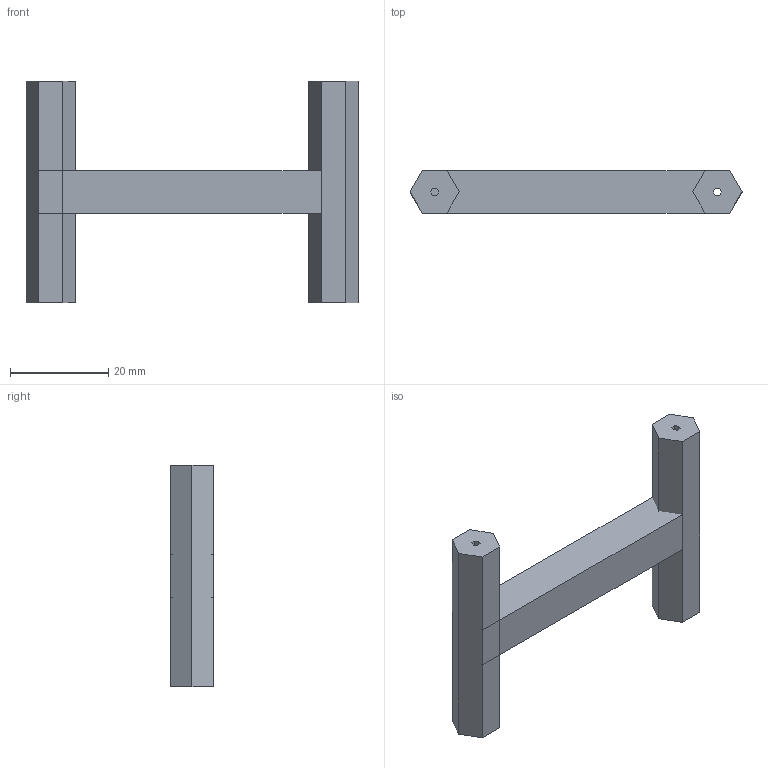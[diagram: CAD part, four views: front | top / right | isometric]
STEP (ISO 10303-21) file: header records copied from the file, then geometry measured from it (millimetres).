
FILE_DESCRIPTION(/* description */ (''),/* implementation_level */ '2;1');
FILE_NAME(/* name */ '653b5b93-6885-4d55-a457-b5806bd759da.zip.stp',/* time_stamp */ '2024-02-04T16:46:24Z',/* author */ (''),/* organization */ (''),/* preprocessor_version */ 'ST-DEVELOPER v20',/* originating_system */ 'Autodesk Translation Framework v12.20.1.177',/* authorisation */ '');
FILE_SCHEMA (('AUTOMOTIVE_DESIGN { 1 0 10303 214 3 1 1 }'));
Length unit declared in the file: millimetre
Products named in the file (4): Suportes_laser; difference; difference001; cube
Assembly tree (3 placements, depth 2):
  Suportes_laser
    difference
    difference001
    cube
Bounding box: 67.5 x 8.66 x 45 mm (x, y, z)
Volume: 9979 mm3; surface area: 5550.4 mm2
Topology: 3 solids, 3 shells, 34 faces, 84 edges, 56 vertices
Faces by surface type: plane 34
Entity records: 1120 total; most frequent: CARTESIAN_POINT 181, ORIENTED_EDGE 168, DIRECTION 166, LINE 84, VECTOR 84, EDGE_CURVE 84, VERTEX_POINT 56, AXIS2_PLACEMENT_3D 41
